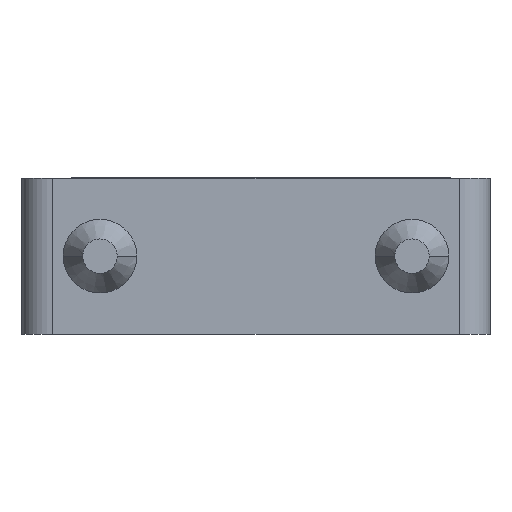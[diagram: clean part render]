
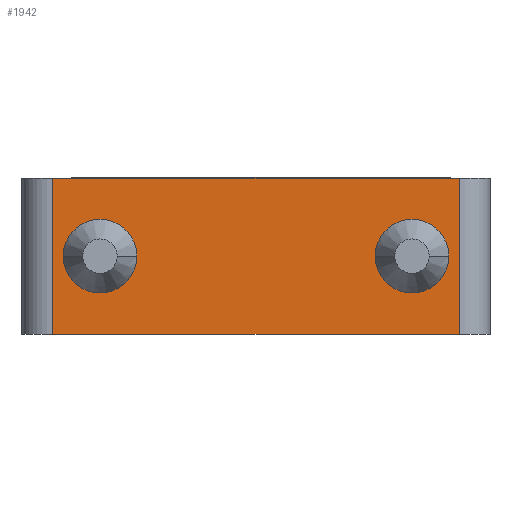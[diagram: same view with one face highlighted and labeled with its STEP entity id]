
A CAD part, front view. The second image highlights one B-rep face of the part: STEP entity #1942.
In plain terms, the highlighted planar face has unit normal (0, -1, 0).
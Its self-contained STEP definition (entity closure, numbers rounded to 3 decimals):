
#3 = CIRCLE ( 'NONE', #1557, 0.6 ) ;
#15 = LINE ( 'NONE', #1671, #2663 ) ;
#41 = CARTESIAN_POINT ( 'NONE',  ( 3.31, -3.81, -2.54 ) ) ;
#163 = CIRCLE ( 'NONE', #1488, 0.6 ) ;
#184 = EDGE_CURVE ( 'NONE', #2665, #1177, #1224, .T. ) ;
#256 = LINE ( 'NONE', #1732, #2389 ) ;
#307 = ORIENTED_EDGE ( 'NONE', *, *, #1609, .T. ) ;
#397 = EDGE_LOOP ( 'NONE', ( #978, #2313 ) ) ;
#440 = DIRECTION ( 'NONE',  ( 1., 0., 0. ) ) ;
#463 = DIRECTION ( 'NONE',  ( 1., 0., 0. ) ) ;
#484 = PLANE ( 'NONE',  #1256 ) ;
#505 = VERTEX_POINT ( 'NONE', #41 ) ;
#630 = EDGE_CURVE ( 'NONE', #1870, #2731, #2182, .T. ) ;
#636 = ORIENTED_EDGE ( 'NONE', *, *, #2379, .T. ) ;
#690 = CARTESIAN_POINT ( 'NONE',  ( 1.94, -3.81, -1.27 ) ) ;
#835 = DIRECTION ( 'NONE',  ( 0., -1., 0. ) ) ;
#886 = FACE_BOUND ( 'NONE', #397, .T. ) ;
#923 = EDGE_LOOP ( 'NONE', ( #2279, #307, #2005, #636 ) ) ;
#932 = CARTESIAN_POINT ( 'NONE',  ( -2.54, -3.81, -1.27 ) ) ;
#940 = VERTEX_POINT ( 'NONE', #1460 ) ;
#978 = ORIENTED_EDGE ( 'NONE', *, *, #2703, .F. ) ;
#988 = ORIENTED_EDGE ( 'NONE', *, *, #184, .F. ) ;
#1080 = CARTESIAN_POINT ( 'NONE',  ( -3.31, -3.81, 0. ) ) ;
#1129 = DIRECTION ( 'NONE',  ( 1., 0., 0. ) ) ;
#1144 = CARTESIAN_POINT ( 'NONE',  ( 3.81, -3.81, 0. ) ) ;
#1167 = DIRECTION ( 'NONE',  ( 0., -1., 0. ) ) ;
#1177 = VERTEX_POINT ( 'NONE', #1743 ) ;
#1178 = VECTOR ( 'NONE', #2595, 1000. ) ;
#1214 = CARTESIAN_POINT ( 'NONE',  ( 2.54, -3.81, -1.27 ) ) ;
#1224 = CIRCLE ( 'NONE', #1447, 0.6 ) ;
#1254 = DIRECTION ( 'NONE',  ( 1., 0., 0. ) ) ;
#1256 = AXIS2_PLACEMENT_3D ( 'NONE', #1498, #2345, #440 ) ;
#1275 = EDGE_LOOP ( 'NONE', ( #2274, #988 ) ) ;
#1427 = CARTESIAN_POINT ( 'NONE',  ( -2.54, -3.81, -1.27 ) ) ;
#1447 = AXIS2_PLACEMENT_3D ( 'NONE', #932, #1564, #2002 ) ;
#1460 = CARTESIAN_POINT ( 'NONE',  ( 3.14, -3.81, -1.27 ) ) ;
#1488 = AXIS2_PLACEMENT_3D ( 'NONE', #1427, #835, #1254 ) ;
#1498 = CARTESIAN_POINT ( 'NONE',  ( 3.81, -3.81, -2.54 ) ) ;
#1557 = AXIS2_PLACEMENT_3D ( 'NONE', #1214, #1167, #2696 ) ;
#1564 = DIRECTION ( 'NONE',  ( 0., -1., 0. ) ) ;
#1598 = VERTEX_POINT ( 'NONE', #690 ) ;
#1609 = EDGE_CURVE ( 'NONE', #505, #2731, #1708, .T. ) ;
#1671 = CARTESIAN_POINT ( 'NONE',  ( -3.31, -3.81, -2.54 ) ) ;
#1708 = LINE ( 'NONE', #2350, #1178 ) ;
#1732 = CARTESIAN_POINT ( 'NONE',  ( 3.81, -3.81, -2.54 ) ) ;
#1743 = CARTESIAN_POINT ( 'NONE',  ( -3.14, -3.81, -1.27 ) ) ;
#1788 = EDGE_CURVE ( 'NONE', #1598, #940, #2255, .T. ) ;
#1802 = EDGE_CURVE ( 'NONE', #1177, #2665, #163, .T. ) ;
#1866 = DIRECTION ( 'NONE',  ( 0., -1., 0. ) ) ;
#1870 = VERTEX_POINT ( 'NONE', #1080 ) ;
#1931 = FACE_OUTER_BOUND ( 'NONE', #923, .T. ) ;
#1942 = ADVANCED_FACE ( 'NONE', ( #886, #2390, #1931 ), #484, .T. ) ;
#2002 = DIRECTION ( 'NONE',  ( 1., 0., 0. ) ) ;
#2005 = ORIENTED_EDGE ( 'NONE', *, *, #630, .F. ) ;
#2045 = VECTOR ( 'NONE', #1129, 1000. ) ;
#2182 = LINE ( 'NONE', #1144, #2045 ) ;
#2220 = EDGE_CURVE ( 'NONE', #2708, #505, #256, .T. ) ;
#2255 = CIRCLE ( 'NONE', #2467, 0.6 ) ;
#2271 = CARTESIAN_POINT ( 'NONE',  ( -1.94, -3.81, -1.27 ) ) ;
#2274 = ORIENTED_EDGE ( 'NONE', *, *, #1802, .F. ) ;
#2279 = ORIENTED_EDGE ( 'NONE', *, *, #2220, .T. ) ;
#2313 = ORIENTED_EDGE ( 'NONE', *, *, #1788, .F. ) ;
#2345 = DIRECTION ( 'NONE',  ( 0., -1., 0. ) ) ;
#2350 = CARTESIAN_POINT ( 'NONE',  ( 3.31, -3.81, -2.54 ) ) ;
#2379 = EDGE_CURVE ( 'NONE', #1870, #2708, #15, .T. ) ;
#2389 = VECTOR ( 'NONE', #463, 1000. ) ;
#2390 = FACE_BOUND ( 'NONE', #1275, .T. ) ;
#2467 = AXIS2_PLACEMENT_3D ( 'NONE', #2482, #1866, #2720 ) ;
#2482 = CARTESIAN_POINT ( 'NONE',  ( 2.54, -3.81, -1.27 ) ) ;
#2496 = CARTESIAN_POINT ( 'NONE',  ( -3.31, -3.81, -2.54 ) ) ;
#2516 = DIRECTION ( 'NONE',  ( 0., 0., -1. ) ) ;
#2522 = CARTESIAN_POINT ( 'NONE',  ( 3.31, -3.81, 0. ) ) ;
#2595 = DIRECTION ( 'NONE',  ( 0., 0., 1. ) ) ;
#2663 = VECTOR ( 'NONE', #2516, 1000. ) ;
#2665 = VERTEX_POINT ( 'NONE', #2271 ) ;
#2696 = DIRECTION ( 'NONE',  ( 1., 0., 0. ) ) ;
#2703 = EDGE_CURVE ( 'NONE', #940, #1598, #3, .T. ) ;
#2708 = VERTEX_POINT ( 'NONE', #2496 ) ;
#2720 = DIRECTION ( 'NONE',  ( 1., 0., 0. ) ) ;
#2731 = VERTEX_POINT ( 'NONE', #2522 ) ;
